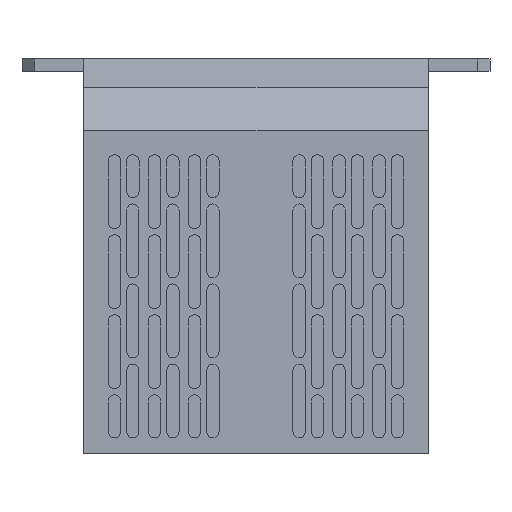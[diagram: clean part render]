
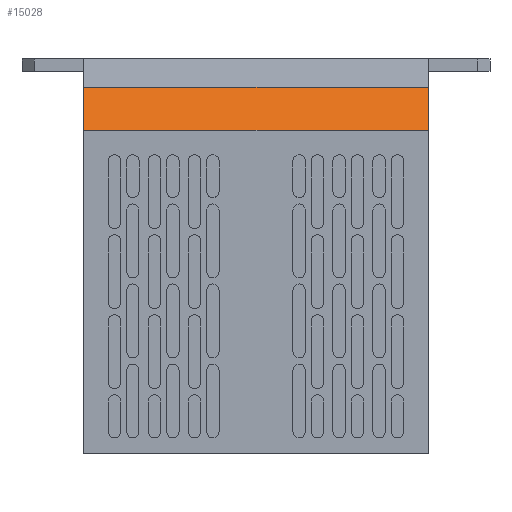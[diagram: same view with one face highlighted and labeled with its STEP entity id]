
A CAD part, left-side view. The second image highlights one B-rep face of the part: STEP entity #15028.
In plain terms, the highlighted planar face has unit normal (-0.866, 0, 0.5).
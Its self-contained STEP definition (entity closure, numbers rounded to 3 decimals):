
#677=PLANE('',#16555);
#1528=FACE_OUTER_BOUND('',#2566,.T.);
#2566=EDGE_LOOP('',(#13578,#13579,#13580,#13581));
#2660=LINE('',#21203,#4108);
#3975=LINE('',#25258,#5423);
#3978=LINE('',#25263,#5426);
#3980=LINE('',#25266,#5428);
#4108=VECTOR('',#16708,10.);
#5423=VECTOR('',#20861,10.);
#5426=VECTOR('',#20866,10.);
#5428=VECTOR('',#20870,10.);
#6215=VERTEX_POINT('',#21201);
#6216=VERTEX_POINT('',#21202);
#7537=VERTEX_POINT('',#25257);
#7538=VERTEX_POINT('',#25262);
#7624=EDGE_CURVE('',#6215,#6216,#2660,.T.);
#9574=EDGE_CURVE('',#7537,#6216,#3975,.T.);
#9577=EDGE_CURVE('',#7538,#7537,#3978,.T.);
#9579=EDGE_CURVE('',#6215,#7538,#3980,.T.);
#13578=ORIENTED_EDGE('',*,*,#9577,.T.);
#13579=ORIENTED_EDGE('',*,*,#9574,.T.);
#13580=ORIENTED_EDGE('',*,*,#7624,.F.);
#13581=ORIENTED_EDGE('',*,*,#9579,.T.);
#15028=ADVANCED_FACE('',(#1528),#677,.F.);
#16555=AXIS2_PLACEMENT_3D('',#25265,#20868,#20869);
#16708=DIRECTION('',(0.,1.,0.));
#20861=DIRECTION('',(-0.5,0.,-0.866));
#20866=DIRECTION('',(0.,1.,0.));
#20868=DIRECTION('center_axis',(0.866,0.,-0.5));
#20869=DIRECTION('ref_axis',(0.5,0.,0.866));
#20870=DIRECTION('',(0.5,0.,0.866));
#21201=CARTESIAN_POINT('',(-52.,-28.,-9.547));
#21202=CARTESIAN_POINT('',(-52.,28.,-9.547));
#21203=CARTESIAN_POINT('',(-52.,0.,-9.547));
#25257=CARTESIAN_POINT('',(-48.,28.,-2.619));
#25258=CARTESIAN_POINT('',(-48.,28.,-2.619));
#25262=CARTESIAN_POINT('',(-48.,-28.,-2.619));
#25263=CARTESIAN_POINT('',(-48.,0.,-2.619));
#25265=CARTESIAN_POINT('Origin',(-52.,0.,-9.547));
#25266=CARTESIAN_POINT('',(-48.,-28.,-2.619));
